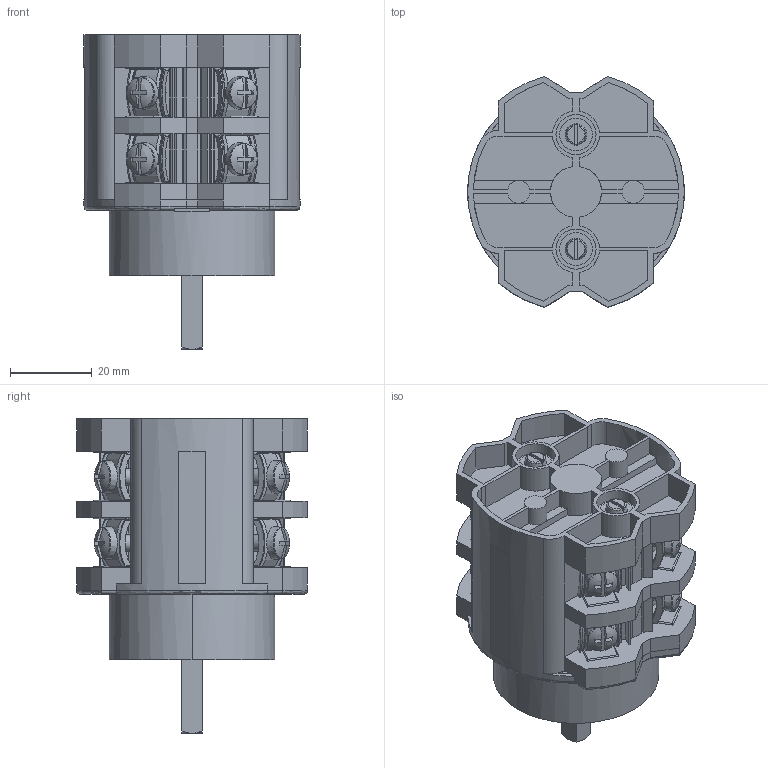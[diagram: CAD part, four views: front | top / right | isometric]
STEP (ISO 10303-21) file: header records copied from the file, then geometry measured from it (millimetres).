
FILE_DESCRIPTION((''),'2;1');
FILE_NAME('CAV2_25_51_2B_P_SW0001','2015-06-04T',('mangiapr'),(''),'PRO/ENGINEER BY PARAMETRIC TECHNOLOGY CORPORATION, 2011080','PRO/ENGINEER BY PARAMETRIC TECHNOLOGY CORPORATION, 2011080','');
FILE_SCHEMA(('CONFIG_CONTROL_DESIGN'));
Length unit declared in the file: millimetre
Products named in the file (1): CAV2_25_51_2B_P_SW0001
Bounding box: 53 x 56.48 x 76.9 mm (x, y, z)
Volume: 93036.6 mm3; surface area: 29611.2 mm2
Topology: 1 solids, 1 shells, 1277 faces, 3448 edges, 2239 vertices
Faces by surface type: plane 701, cylinder 332, cone 118, torus 98, sphere 16, bspline 12
Entity records: 44934 total; most frequent: CARTESIAN_POINT 13226, ORIENTED_EDGE 6892, DIRECTION 6200, EDGE_CURVE 3446, VERTEX_POINT 2239, AXIS2_PLACEMENT_3D 2101, VECTOR 1998, LINE 1998
